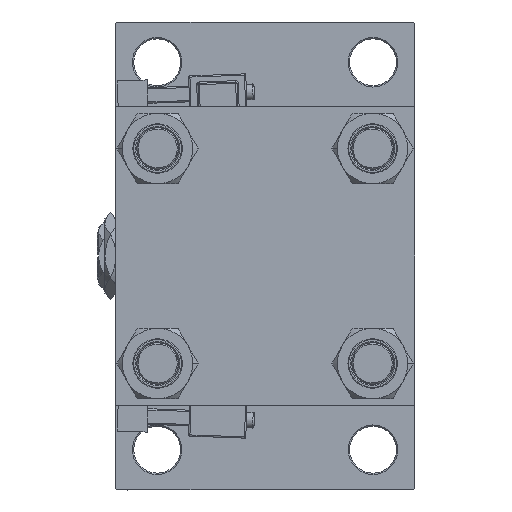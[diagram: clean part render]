
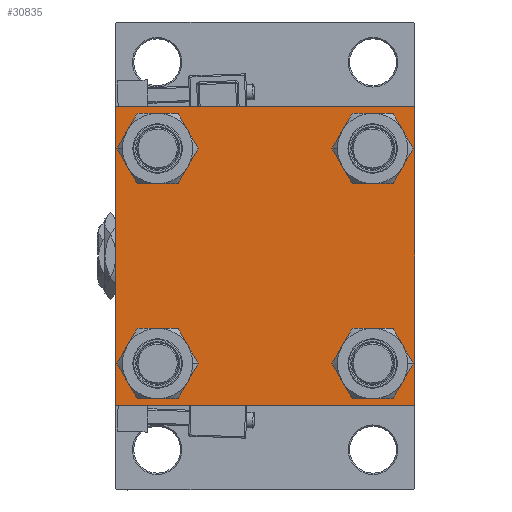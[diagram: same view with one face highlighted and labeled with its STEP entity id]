
A CAD part, left-side view. The second image highlights one B-rep face of the part: STEP entity #30835.
In plain terms, the highlighted planar face has unit normal (-1, 0, 0).
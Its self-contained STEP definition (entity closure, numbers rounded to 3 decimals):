
#53 = EDGE_CURVE ( 'NONE', #26912, #41002, #13908, .T. ) ;
#63 = CARTESIAN_POINT ( 'NONE',  ( 0., -41.35, 41.35 ) ) ;
#142 = VERTEX_POINT ( 'NONE', #32173 ) ;
#677 = FACE_OUTER_BOUND ( 'NONE', #21165, .T. ) ;
#1122 = CARTESIAN_POINT ( 'NONE',  ( 0., -41.35, 41.35 ) ) ;
#1284 = CARTESIAN_POINT ( 'NONE',  ( 0., -57.25, 57.25 ) ) ;
#2248 = CARTESIAN_POINT ( 'NONE',  ( 0., 57., -57.5 ) ) ;
#3019 = CARTESIAN_POINT ( 'NONE',  ( 0., -57.5, -57. ) ) ;
#3168 = VERTEX_POINT ( 'NONE', #3019 ) ;
#3322 = AXIS2_PLACEMENT_3D ( 'NONE', #45406, #8320, #36947 ) ;
#3798 = ORIENTED_EDGE ( 'NONE', *, *, #39650, .T. ) ;
#3954 = VERTEX_POINT ( 'NONE', #13402 ) ;
#4100 = EDGE_LOOP ( 'NONE', ( #47479, #19359 ) ) ;
#4133 = EDGE_CURVE ( 'NONE', #3954, #3168, #39091, .T. ) ;
#5517 = CARTESIAN_POINT ( 'NONE',  ( 0., 41.35, -41.35 ) ) ;
#5967 = DIRECTION ( 'NONE',  ( 0., 0., 1. ) ) ;
#7077 = VECTOR ( 'NONE', #32875, 1000. ) ;
#8061 = CARTESIAN_POINT ( 'NONE',  ( 0., 41.35, 41.35 ) ) ;
#8320 = DIRECTION ( 'NONE',  ( 1., 0., 0. ) ) ;
#8635 = CIRCLE ( 'NONE', #42506, 8.5 ) ;
#8722 = DIRECTION ( 'NONE',  ( 0., 0.707, 0.707 ) ) ;
#8794 = EDGE_CURVE ( 'NONE', #33542, #41532, #48193, .T. ) ;
#9165 = DIRECTION ( 'NONE',  ( -1., 0., 0. ) ) ;
#9265 = VERTEX_POINT ( 'NONE', #51065 ) ;
#9613 = ORIENTED_EDGE ( 'NONE', *, *, #39292, .T. ) ;
#9615 = DIRECTION ( 'NONE',  ( 1., 0., 0. ) ) ;
#10557 = EDGE_LOOP ( 'NONE', ( #9613, #18260 ) ) ;
#11680 = EDGE_CURVE ( 'NONE', #22370, #38630, #26198, .T. ) ;
#13402 = CARTESIAN_POINT ( 'NONE',  ( 0., -57.5, 57. ) ) ;
#13908 = CIRCLE ( 'NONE', #27451, 8.5 ) ;
#14381 = VECTOR ( 'NONE', #37542, 1000. ) ;
#14560 = CIRCLE ( 'NONE', #22996, 8.5 ) ;
#14925 = VERTEX_POINT ( 'NONE', #38853 ) ;
#15422 = DIRECTION ( 'NONE',  ( 0., 0., -1. ) ) ;
#16342 = CARTESIAN_POINT ( 'NONE',  ( 0., 57.25, 57.25 ) ) ;
#16663 = EDGE_CURVE ( 'NONE', #34476, #17931, #32363, .T. ) ;
#16674 = VECTOR ( 'NONE', #44476, 1000. ) ;
#16855 = DIRECTION ( 'NONE',  ( 0., 0., 1. ) ) ;
#16865 = DIRECTION ( 'NONE',  ( 0., 0.707, -0.707 ) ) ;
#17712 = CARTESIAN_POINT ( 'NONE',  ( 0., -57., 57.5 ) ) ;
#17717 = AXIS2_PLACEMENT_3D ( 'NONE', #36487, #9165, #16855 ) ;
#17880 = LINE ( 'NONE', #34057, #30092 ) ;
#17907 = CIRCLE ( 'NONE', #35701, 8.5 ) ;
#17931 = VERTEX_POINT ( 'NONE', #2248 ) ;
#18260 = ORIENTED_EDGE ( 'NONE', *, *, #26969, .T. ) ;
#19359 = ORIENTED_EDGE ( 'NONE', *, *, #11680, .T. ) ;
#20634 = ORIENTED_EDGE ( 'NONE', *, *, #41834, .T. ) ;
#20866 = CARTESIAN_POINT ( 'NONE',  ( 0., 57.5, 57.5 ) ) ;
#21087 = FACE_BOUND ( 'NONE', #4100, .T. ) ;
#21165 = EDGE_LOOP ( 'NONE', ( #20634, #43343, #21438, #24174, #42383, #22263, #33369, #48644 ) ) ;
#21332 = DIRECTION ( 'NONE',  ( 1., 0., 0. ) ) ;
#21431 = LINE ( 'NONE', #1284, #33339 ) ;
#21438 = ORIENTED_EDGE ( 'NONE', *, *, #46655, .T. ) ;
#21439 = CARTESIAN_POINT ( 'NONE',  ( 0., 57., 57.5 ) ) ;
#22263 = ORIENTED_EDGE ( 'NONE', *, *, #43042, .T. ) ;
#22370 = VERTEX_POINT ( 'NONE', #39826 ) ;
#22996 = AXIS2_PLACEMENT_3D ( 'NONE', #42031, #21332, #5967 ) ;
#23451 = VERTEX_POINT ( 'NONE', #36453 ) ;
#24174 = ORIENTED_EDGE ( 'NONE', *, *, #32400, .T. ) ;
#24920 = CIRCLE ( 'NONE', #39349, 8.5 ) ;
#26056 = DIRECTION ( 'NONE',  ( 0., 0., 1. ) ) ;
#26198 = CIRCLE ( 'NONE', #3322, 8.5 ) ;
#26912 = VERTEX_POINT ( 'NONE', #40008 ) ;
#26969 = EDGE_CURVE ( 'NONE', #142, #9265, #42954, .T. ) ;
#27244 = EDGE_CURVE ( 'NONE', #33542, #14925, #36498, .T. ) ;
#27451 = AXIS2_PLACEMENT_3D ( 'NONE', #63, #28443, #44608 ) ;
#28373 = CARTESIAN_POINT ( 'NONE',  ( 0., 57.25, -57.25 ) ) ;
#28413 = CARTESIAN_POINT ( 'NONE',  ( 0., 57.5, 57.5 ) ) ;
#28443 = DIRECTION ( 'NONE',  ( 1., 0., 0. ) ) ;
#28682 = ORIENTED_EDGE ( 'NONE', *, *, #45442, .T. ) ;
#28806 = DIRECTION ( 'NONE',  ( 0., 0., 1. ) ) ;
#29058 = VECTOR ( 'NONE', #15422, 1000. ) ;
#29593 = LINE ( 'NONE', #42314, #14381 ) ;
#30092 = VECTOR ( 'NONE', #50226, 1000. ) ;
#30835 = ADVANCED_FACE ( 'NONE', ( #37269, #21087, #40717, #37008, #677 ), #49724, .T. ) ;
#31110 = AXIS2_PLACEMENT_3D ( 'NONE', #5517, #33629, #49802 ) ;
#31777 = EDGE_CURVE ( 'NONE', #37687, #23451, #44844, .T. ) ;
#32173 = CARTESIAN_POINT ( 'NONE',  ( 0., 41.35, -49.85 ) ) ;
#32284 = CARTESIAN_POINT ( 'NONE',  ( 0., -41.35, -41.35 ) ) ;
#32363 = LINE ( 'NONE', #28373, #7077 ) ;
#32400 = EDGE_CURVE ( 'NONE', #45282, #3168, #29593, .T. ) ;
#32536 = DIRECTION ( 'NONE',  ( 1., 0., 0. ) ) ;
#32875 = DIRECTION ( 'NONE',  ( 0., -0.707, -0.707 ) ) ;
#33142 = CARTESIAN_POINT ( 'NONE',  ( 0., -57., -57.5 ) ) ;
#33339 = VECTOR ( 'NONE', #8722, 1000. ) ;
#33369 = ORIENTED_EDGE ( 'NONE', *, *, #8794, .F. ) ;
#33542 = VERTEX_POINT ( 'NONE', #21439 ) ;
#33629 = DIRECTION ( 'NONE',  ( 1., 0., 0. ) ) ;
#34057 = CARTESIAN_POINT ( 'NONE',  ( 0., 57.5, -57.5 ) ) ;
#34476 = VERTEX_POINT ( 'NONE', #48255 ) ;
#35701 = AXIS2_PLACEMENT_3D ( 'NONE', #32284, #32536, #28806 ) ;
#36026 = DIRECTION ( 'NONE',  ( 1., 0., 0. ) ) ;
#36453 = CARTESIAN_POINT ( 'NONE',  ( 0., 41.35, 49.85 ) ) ;
#36487 = CARTESIAN_POINT ( 'NONE',  ( 0., 0., 0. ) ) ;
#36498 = LINE ( 'NONE', #16342, #49740 ) ;
#36947 = DIRECTION ( 'NONE',  ( 0., 0., 1. ) ) ;
#37008 = FACE_BOUND ( 'NONE', #43142, .T. ) ;
#37269 = FACE_BOUND ( 'NONE', #41812, .T. ) ;
#37542 = DIRECTION ( 'NONE',  ( 0., -0.707, 0.707 ) ) ;
#37646 = CARTESIAN_POINT ( 'NONE',  ( 0., -41.35, -32.85 ) ) ;
#37687 = VERTEX_POINT ( 'NONE', #44252 ) ;
#38070 = EDGE_CURVE ( 'NONE', #38630, #22370, #17907, .T. ) ;
#38518 = VECTOR ( 'NONE', #52099, 1000. ) ;
#38630 = VERTEX_POINT ( 'NONE', #37646 ) ;
#38853 = CARTESIAN_POINT ( 'NONE',  ( 0., 57.5, 57. ) ) ;
#39091 = LINE ( 'NONE', #39887, #38518 ) ;
#39292 = EDGE_CURVE ( 'NONE', #9265, #142, #14560, .T. ) ;
#39349 = AXIS2_PLACEMENT_3D ( 'NONE', #43179, #36026, #43967 ) ;
#39650 = EDGE_CURVE ( 'NONE', #41002, #26912, #8635, .T. ) ;
#39826 = CARTESIAN_POINT ( 'NONE',  ( 0., -41.35, -49.85 ) ) ;
#39887 = CARTESIAN_POINT ( 'NONE',  ( 0., -57.5, 57.5 ) ) ;
#40008 = CARTESIAN_POINT ( 'NONE',  ( 0., -41.35, 49.85 ) ) ;
#40717 = FACE_BOUND ( 'NONE', #10557, .T. ) ;
#41002 = VERTEX_POINT ( 'NONE', #45606 ) ;
#41532 = VERTEX_POINT ( 'NONE', #17712 ) ;
#41812 = EDGE_LOOP ( 'NONE', ( #52401, #3798 ) ) ;
#41834 = EDGE_CURVE ( 'NONE', #14925, #34476, #44310, .T. ) ;
#42031 = CARTESIAN_POINT ( 'NONE',  ( 0., 41.35, -41.35 ) ) ;
#42314 = CARTESIAN_POINT ( 'NONE',  ( 0., -57.25, -57.25 ) ) ;
#42383 = ORIENTED_EDGE ( 'NONE', *, *, #4133, .F. ) ;
#42506 = AXIS2_PLACEMENT_3D ( 'NONE', #1122, #9615, #26056 ) ;
#42954 = CIRCLE ( 'NONE', #31110, 8.5 ) ;
#43042 = EDGE_CURVE ( 'NONE', #3954, #41532, #21431, .T. ) ;
#43142 = EDGE_LOOP ( 'NONE', ( #28682, #43498 ) ) ;
#43179 = CARTESIAN_POINT ( 'NONE',  ( 0., 41.35, 41.35 ) ) ;
#43343 = ORIENTED_EDGE ( 'NONE', *, *, #16663, .T. ) ;
#43498 = ORIENTED_EDGE ( 'NONE', *, *, #31777, .T. ) ;
#43967 = DIRECTION ( 'NONE',  ( 0., 0., 1. ) ) ;
#44252 = CARTESIAN_POINT ( 'NONE',  ( 0., 41.35, 32.85 ) ) ;
#44310 = LINE ( 'NONE', #28413, #29058 ) ;
#44476 = DIRECTION ( 'NONE',  ( 0., -1., 0. ) ) ;
#44608 = DIRECTION ( 'NONE',  ( 0., 0., 1. ) ) ;
#44844 = CIRCLE ( 'NONE', #47369, 8.5 ) ;
#45282 = VERTEX_POINT ( 'NONE', #33142 ) ;
#45406 = CARTESIAN_POINT ( 'NONE',  ( 0., -41.35, -41.35 ) ) ;
#45442 = EDGE_CURVE ( 'NONE', #23451, #37687, #24920, .T. ) ;
#45606 = CARTESIAN_POINT ( 'NONE',  ( 0., -41.35, 32.85 ) ) ;
#46655 = EDGE_CURVE ( 'NONE', #17931, #45282, #17880, .T. ) ;
#47369 = AXIS2_PLACEMENT_3D ( 'NONE', #8061, #48352, #52089 ) ;
#47479 = ORIENTED_EDGE ( 'NONE', *, *, #38070, .T. ) ;
#48193 = LINE ( 'NONE', #20866, #16674 ) ;
#48255 = CARTESIAN_POINT ( 'NONE',  ( 0., 57.5, -57. ) ) ;
#48352 = DIRECTION ( 'NONE',  ( 1., 0., 0. ) ) ;
#48644 = ORIENTED_EDGE ( 'NONE', *, *, #27244, .T. ) ;
#49724 = PLANE ( 'NONE',  #17717 ) ;
#49740 = VECTOR ( 'NONE', #16865, 1000. ) ;
#49802 = DIRECTION ( 'NONE',  ( 0., 0., 1. ) ) ;
#50226 = DIRECTION ( 'NONE',  ( 0., -1., 0. ) ) ;
#51065 = CARTESIAN_POINT ( 'NONE',  ( 0., 41.35, -32.85 ) ) ;
#52089 = DIRECTION ( 'NONE',  ( 0., 0., 1. ) ) ;
#52099 = DIRECTION ( 'NONE',  ( 0., 0., -1. ) ) ;
#52401 = ORIENTED_EDGE ( 'NONE', *, *, #53, .T. ) ;
